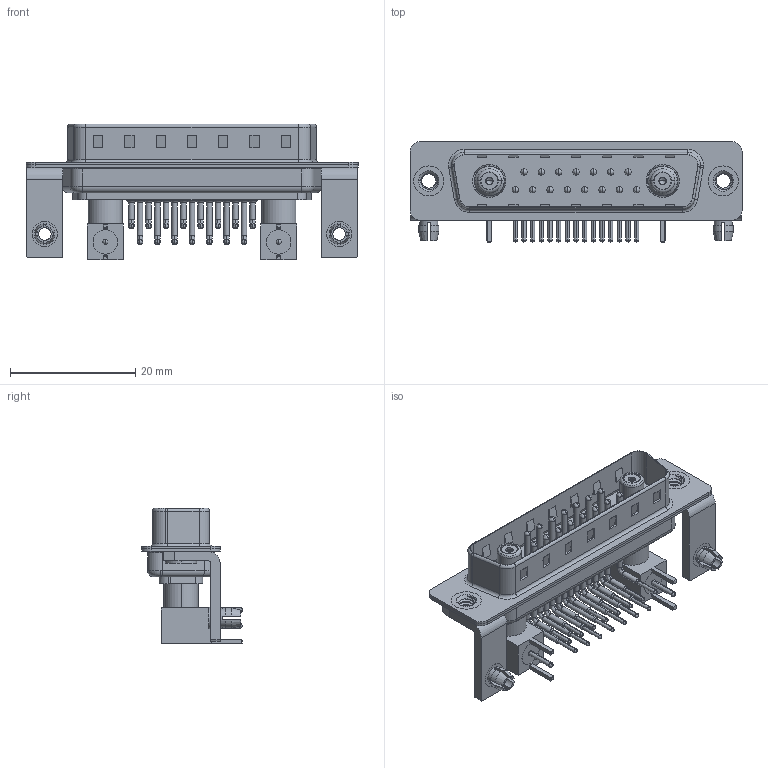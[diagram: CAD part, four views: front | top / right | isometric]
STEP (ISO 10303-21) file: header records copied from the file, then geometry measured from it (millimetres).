
FILE_DESCRIPTION (( 'STEP AP203' ), '1' );
FILE_NAME ('629-17W2640-5T3.STEP', '2022-05-10T16:31:06', ( '' ), ( '' ), 'SwSTEP 2.0', 'SolidWorks 2020', '' );
FILE_SCHEMA (( 'CONFIG_CONTROL_DESIGN' ));
Length unit declared in the file: millimetre
Products named in the file (18): Socket_RA; Co-Ax Jack Assy_RA; Insulator RA Pin; RA Back Shell; Co-Ax Jack_RA PC Tail; 629Combo Board Lock; 629Combo Shell Front_25 Contacts; 629Combo Contact Row 2; 629Combo Threaded Rivet_3; 629Combo Housing_17W2; 629Combo Stabilizer Bracket; 629Combo Shell Rear_25 Contacts; Insulator Socket 2; Insulator Socket; 629Combo Contact Row 1; Locking Collar; 629-17W2640-5T3
Assembly tree (40 placements, depth 3):
  629-17W2640-5T3
    629Combo Housing_17W2
    629Combo Shell Rear_25 Contacts
    629Combo Shell Front_25 Contacts
    629Combo Threaded Rivet_3  x2
    629Combo Stabilizer Bracket  x2
    629Combo Board Lock  x2
    Co-Ax Jack Assy_RA
      Co-Ax Jack_RA PC Tail
      Insulator Socket
      Insulator Socket 2
      Locking Collar
      Socket_RA
      RA Back Shell
      Insulator RA Pin
    Co-Ax Jack Assy_RA
      Co-Ax Jack_RA PC Tail
      Insulator Socket
      Insulator Socket 2
      Locking Collar
      Socket_RA
      RA Back Shell
      Insulator RA Pin
    629Combo Contact Row 1  x7
    629Combo Contact Row 2  x8
Bounding box: 53.05 x 16 x 21.71 mm (x, y, z)
Volume: 3712.6 mm3; surface area: 9961.6 mm2
Topology: 38 solids, 38 shells, 2462 faces, 6661 edges, 4302 vertices
Faces by surface type: plane 1313, cylinder 861, cone 124, bspline 98, torus 62, sphere 4
Entity records: 31317 total; most frequent: CARTESIAN_POINT 6514, DIRECTION 4880, ORIENTED_EDGE 4488, EDGE_CURVE 2244, AXIS2_PLACEMENT_3D 1784, VERTEX_POINT 1446, VECTOR 1312, LINE 1312
